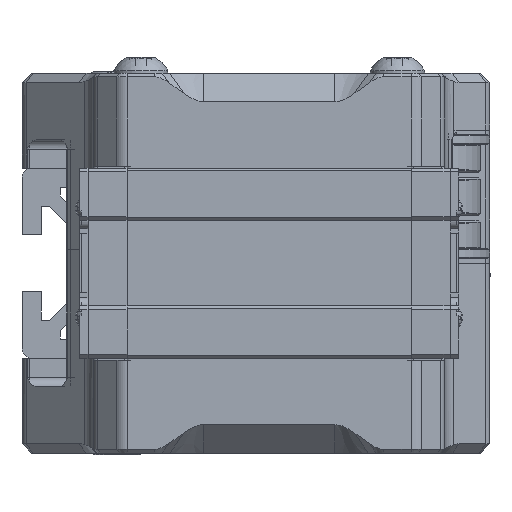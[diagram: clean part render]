
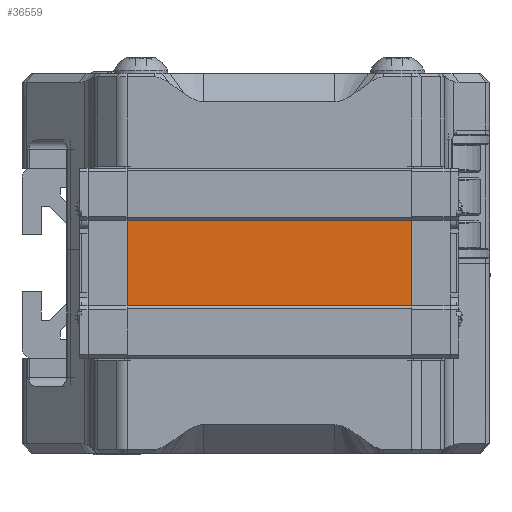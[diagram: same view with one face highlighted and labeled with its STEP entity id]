
A CAD part, left-side view. The second image highlights one B-rep face of the part: STEP entity #36559.
In plain terms, the highlighted planar face has unit normal (-1, 0, 0).
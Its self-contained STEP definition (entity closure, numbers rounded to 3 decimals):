
#1829=PLANE('',#39968);
#4118=FACE_OUTER_BOUND('',#6254,.T.);
#6254=EDGE_LOOP('',(#30321,#30322,#30323,#30324));
#9004=LINE('',#60647,#12177);
#9005=LINE('',#60649,#12178);
#9006=LINE('',#60651,#12179);
#9007=LINE('',#60652,#12180);
#12177=VECTOR('',#47823,29.9);
#12178=VECTOR('',#47824,9.);
#12179=VECTOR('',#47825,29.9);
#12180=VECTOR('',#47826,9.);
#17330=VERTEX_POINT('',#60645);
#17331=VERTEX_POINT('',#60646);
#17332=VERTEX_POINT('',#60648);
#17333=VERTEX_POINT('',#60650);
#21921=EDGE_CURVE('',#17330,#17331,#9004,.T.);
#21922=EDGE_CURVE('',#17331,#17332,#9005,.T.);
#21923=EDGE_CURVE('',#17333,#17332,#9006,.T.);
#21924=EDGE_CURVE('',#17330,#17333,#9007,.T.);
#30321=ORIENTED_EDGE('',*,*,#21921,.T.);
#30322=ORIENTED_EDGE('',*,*,#21922,.T.);
#30323=ORIENTED_EDGE('',*,*,#21923,.F.);
#30324=ORIENTED_EDGE('',*,*,#21924,.F.);
#36559=ADVANCED_FACE('',(#4118),#1829,.F.);
#39968=AXIS2_PLACEMENT_3D('',#60644,#47821,#47822);
#47821=DIRECTION('center_axis',(1.,0.,0.));
#47822=DIRECTION('ref_axis',(0.,1.,0.));
#47823=DIRECTION('',(0.,-1.,0.));
#47824=DIRECTION('',(0.,0.,1.));
#47825=DIRECTION('',(0.,-1.,0.));
#47826=DIRECTION('',(0.,0.,1.));
#60644=CARTESIAN_POINT('Origin',(148.968,219.998,-180.957));
#60645=CARTESIAN_POINT('',(148.968,219.998,-185.457));
#60646=CARTESIAN_POINT('',(148.968,190.098,-185.457));
#60647=CARTESIAN_POINT('',(148.968,219.998,-185.457));
#60648=CARTESIAN_POINT('',(148.968,190.098,-176.457));
#60649=CARTESIAN_POINT('',(148.968,190.098,-185.457));
#60650=CARTESIAN_POINT('',(148.968,219.998,-176.457));
#60651=CARTESIAN_POINT('',(148.968,219.998,-176.457));
#60652=CARTESIAN_POINT('',(148.968,219.998,-185.457));
